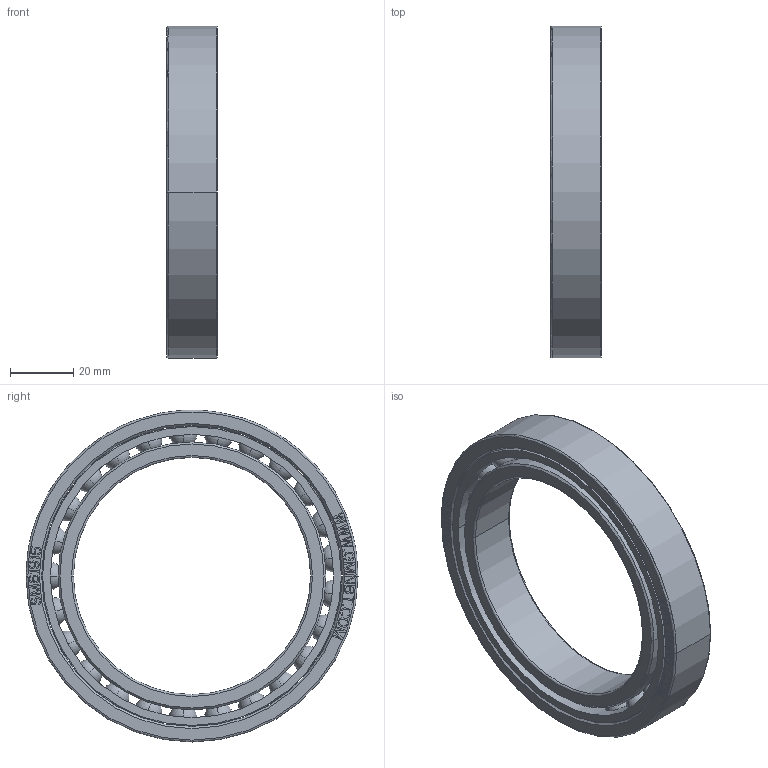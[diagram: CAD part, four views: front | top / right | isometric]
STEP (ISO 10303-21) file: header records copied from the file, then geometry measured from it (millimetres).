
FILE_DESCRIPTION((''),'2;1');
FILE_NAME('SM61915_PRT','2014-03-19T',('sales 4'),(''),'PRO/ENGINEER BY PARAMETRIC TECHNOLOGY CORPORATION, 2013150','PRO/ENGINEER BY PARAMETRIC TECHNOLOGY CORPORATION, 2013150','');
FILE_SCHEMA(('AUTOMOTIVE_DESIGN { 1 0 10303 214 1 1 1 1 }'));
Length unit declared in the file: millimetre
Products named in the file (1): SM61915_PRT
Bounding box: 16.01 x 105 x 105 mm (x, y, z)
Volume: 52336.2 mm3; surface area: 37457.8 mm2
Topology: 3 solids, 3 shells, 766 faces, 2133 edges, 1346 vertices
Faces by surface type: plane 530, cylinder 114, sphere 100, torus 12, cone 10
Entity records: 44863 total; most frequent: CARTESIAN_POINT 19474, ORIENTED_EDGE 4066, DIRECTION 3625, PRESENTATION_STYLE_ASSIGNMENT 2066, STYLED_ITEM 2036, CURVE_STYLE 2033, EDGE_CURVE 2033, VECTOR 1573
